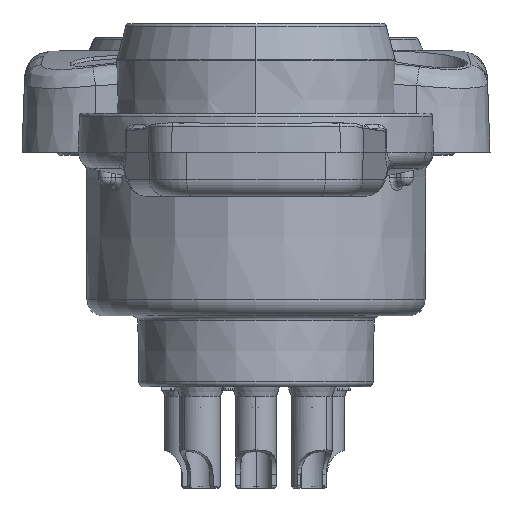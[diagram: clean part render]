
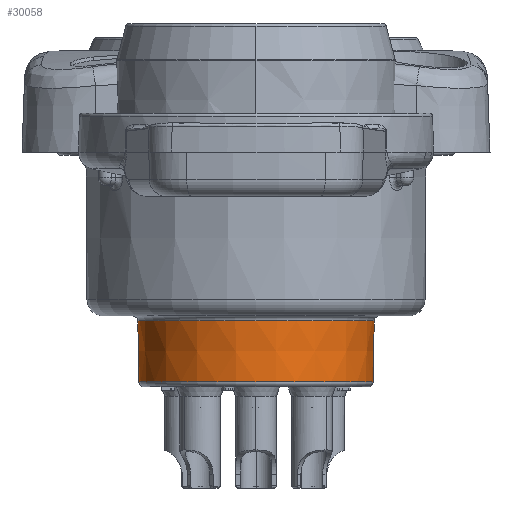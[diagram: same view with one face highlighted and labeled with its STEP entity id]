
A CAD part, front view. The second image highlights one B-rep face of the part: STEP entity #30058.
In plain terms, the highlighted conical face has half-angle 1 degrees and reference radius 6.963 mm.
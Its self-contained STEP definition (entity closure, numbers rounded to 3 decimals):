
#3726=CARTESIAN_POINT('',(0.,-1.,-15.995));
#3727=DIRECTION('',(0.,0.,1.));
#3728=DIRECTION('',(1.,0.,0.));
#3729=AXIS2_PLACEMENT_3D('',#3726,#3727,#3728);
#3731=CARTESIAN_POINT('',(0.,-1.,-15.995));
#3732=DIRECTION('',(0.,0.,1.));
#3733=DIRECTION('',(-1.,0.,0.));
#3734=AXIS2_PLACEMENT_3D('',#3731,#3732,#3733);
#3736=CARTESIAN_POINT('',(0.,-1.,-15.995));
#3737=DIRECTION('',(0.,0.,1.));
#3738=DIRECTION('',(-0.765,0.644,0.));
#3739=AXIS2_PLACEMENT_3D('',#3736,#3737,#3738);
#3784=DIRECTION('',(0.013,0.011,1.));
#3785=VECTOR('',#3784,3.611);
#3786=CARTESIAN_POINT('',(5.306,3.461,-19.605));
#3787=LINE('',#3786,#3785);
#3788=DIRECTION('',(0.013,-0.011,-1.));
#3789=VECTOR('',#3788,3.611);
#3790=CARTESIAN_POINT('',(-5.354,3.501,
-15.995));
#3791=LINE('',#3790,#3789);
#3837=CARTESIAN_POINT('',(0.,-1.,-19.605));
#3838=DIRECTION('',(0.,0.,-1.));
#3839=DIRECTION('',(-1.,0.,0.));
#3840=AXIS2_PLACEMENT_3D('',#3837,#3838,#3839);
#3842=CARTESIAN_POINT('',(0.,-1.,-19.605));
#3843=DIRECTION('',(0.,0.,-1.));
#3844=DIRECTION('',(1.,0.,0.));
#3845=AXIS2_PLACEMENT_3D('',#3842,#3843,#3844);
#3847=CARTESIAN_POINT('',(0.,-1.,-19.605));
#3848=DIRECTION('',(0.,0.,-1.));
#3849=DIRECTION('',(0.765,0.644,0.));
#3850=AXIS2_PLACEMENT_3D('',#3847,#3848,#3849);
#20118=CARTESIAN_POINT('',(-5.354,3.501,
-15.995));
#20120=VERTEX_POINT('',#20118);
#20126=CARTESIAN_POINT('',(5.354,3.501,
-15.995));
#20128=VERTEX_POINT('',#20126);
#20129=CARTESIAN_POINT('',(-6.995,-1.,-15.995));
#20130=VERTEX_POINT('',#20129);
#20131=CARTESIAN_POINT('',(6.995,-1.,-15.995));
#20132=VERTEX_POINT('',#20131);
#20137=CARTESIAN_POINT('',(-5.306,3.461,
-19.605));
#20138=VERTEX_POINT('',#20137);
#20139=CARTESIAN_POINT('',(5.306,3.461,
-19.605));
#20140=CARTESIAN_POINT('',(6.932,-1.,-19.605));
#20141=VERTEX_POINT('',#20139);
#20142=VERTEX_POINT('',#20140);
#20143=CARTESIAN_POINT('',(-6.932,-1.,-19.605));
#20144=VERTEX_POINT('',#20143);
#30039=CARTESIAN_POINT('',(0.,-1.,-17.8));
#30040=DIRECTION('',(0.,0.,1.));
#30041=DIRECTION('',(1.,0.,0.));
#30042=AXIS2_PLACEMENT_3D('',#30039,#30040,#30041);
#30043=CONICAL_SURFACE('',#30042,6.963,1.);
#30044=ORIENTED_EDGE('',*,*,#29967,.T.);
#30046=ORIENTED_EDGE('',*,*,#30045,.F.);
#30048=ORIENTED_EDGE('',*,*,#30047,.T.);
#30050=ORIENTED_EDGE('',*,*,#30049,.T.);
#30052=ORIENTED_EDGE('',*,*,#30051,.T.);
#30053=ORIENTED_EDGE('',*,*,#30029,.F.);
#30054=ORIENTED_EDGE('',*,*,#29971,.T.);
#30055=ORIENTED_EDGE('',*,*,#29969,.T.);
#30056=EDGE_LOOP('',(#30044,#30046,#30048,#30050,#30052,#30053,#30054,#30055));
#30057=FACE_OUTER_BOUND('',#30056,.F.);
#30058=ADVANCED_FACE('',(#30057),#30043,.T.);
#3730=CIRCLE('',#3729,6.995);
#3735=CIRCLE('',#3734,6.995);
#3740=CIRCLE('',#3739,6.995);
#3841=CIRCLE('',#3840,6.932);
#3846=CIRCLE('',#3845,6.932);
#3851=CIRCLE('',#3850,6.932);
#29967=EDGE_CURVE('',#20132,#20128,#3730,.T.);
#29969=EDGE_CURVE('',#20130,#20132,#3735,.T.);
#29971=EDGE_CURVE('',#20120,#20130,#3740,.T.);
#30029=EDGE_CURVE('',#20120,#20138,#3791,.T.);
#30045=EDGE_CURVE('',#20141,#20128,#3787,.T.);
#30047=EDGE_CURVE('',#20141,#20142,#3851,.T.);
#30049=EDGE_CURVE('',#20142,#20144,#3846,.T.);
#30051=EDGE_CURVE('',#20144,#20138,#3841,.T.);
